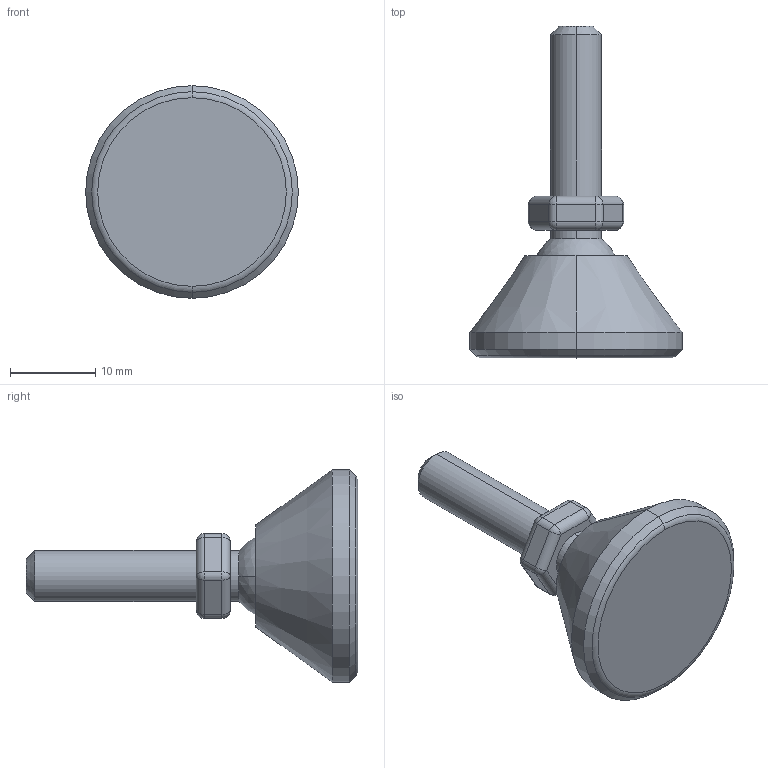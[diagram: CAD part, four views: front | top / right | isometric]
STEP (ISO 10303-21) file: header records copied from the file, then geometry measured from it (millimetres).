
FILE_DESCRIPTION (( 'STEP AP214' ), '1' );
FILE_NAME ('A949 Îïîðà ðåçüáîâàÿ, øàðíèðíàÿ, Ô25 Ì6õ20.STEP', '2025-12-30T13:56:58', ( '' ), ( '' ), 'SwSTEP 2.0', 'SolidWorks 2025', '' );
FILE_SCHEMA (( 'AUTOMOTIVE_DESIGN' ));
Length unit declared in the file: millimetre
Products named in the file (3): A949 Резьба_00; A949 Опора резьбовая, шарнирная, Ф25 М6х20; A949 Опора_00
Assembly tree (2 placements, depth 2):
  A949 Опора резьбовая, шарнирная, Ф25 М6х20
    A949 Опора_00
    A949 Резьба_00
Bounding box: 25 x 39 x 25 mm (x, y, z)
Volume: 4966.6 mm3; surface area: 2504.7 mm2
Topology: 2 solids, 2 shells, 59 faces, 132 edges, 72 vertices
Faces by surface type: cylinder 24, sphere 16, plane 11, cone 6, torus 2
Entity records: 1588 total; most frequent: DIRECTION 308, CARTESIAN_POINT 240, ORIENTED_EDGE 228, AXIS2_PLACEMENT_3D 130, EDGE_CURVE 114, CIRCLE 66, VERTEX_POINT 62, EDGE_LOOP 62
